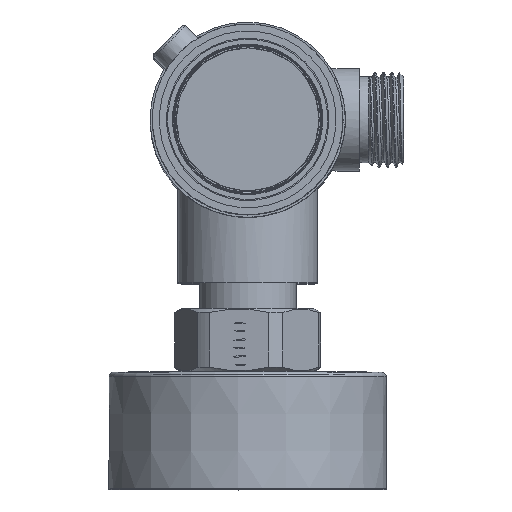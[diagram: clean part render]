
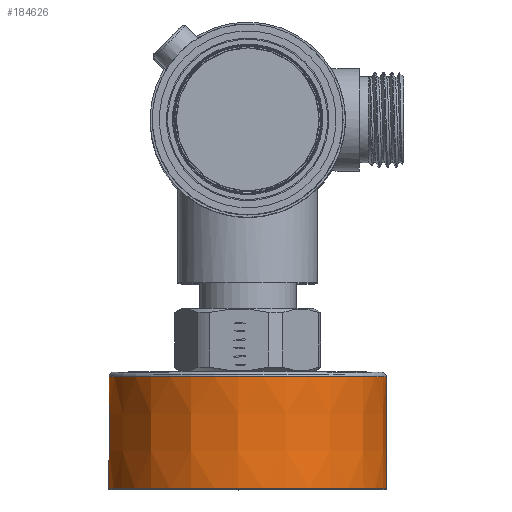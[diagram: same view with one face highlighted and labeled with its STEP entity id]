
A CAD part, top view. The second image highlights one B-rep face of the part: STEP entity #184626.
In plain terms, the highlighted conical face has half-angle 0.344 degrees and reference radius 30 mm.
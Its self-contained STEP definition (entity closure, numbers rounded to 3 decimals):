
#9613 = CARTESIAN_POINT ( 'NONE',  ( 0., -79.238, 75. ) ) ;
#27545 = DIRECTION ( 'NONE',  ( 0., -1., 0. ) ) ;
#43749 = AXIS2_PLACEMENT_3D ( 'NONE', #72346, #27545, #140756 ) ;
#72346 = CARTESIAN_POINT ( 'NONE',  ( 0., -55.221, 75. ) ) ;
#78487 = EDGE_CURVE ( 'NONE', #240746, #240746, #82725, .T. ) ;
#79727 = DIRECTION ( 'NONE',  ( 0., -1., 0. ) ) ;
#82725 = CIRCLE ( 'NONE', #227427, 30. ) ;
#83764 = FACE_BOUND ( 'NONE', #230495, .T. ) ;
#86271 = DIRECTION ( 'NONE',  ( 0., -1., 0. ) ) ;
#95670 = CARTESIAN_POINT ( 'NONE',  ( 12.099, -55.221, 47.705 ) ) ;
#110278 = AXIS2_PLACEMENT_3D ( 'NONE', #9613, #86271, #125256 ) ;
#112409 = ORIENTED_EDGE ( 'NONE', *, *, #78487, .F. ) ;
#118388 = CONICAL_SURFACE ( 'NONE', #110278, 30., 0.006 ) ;
#121218 = DIRECTION ( 'NONE',  ( -0.405, 0., 0.914 ) ) ;
#125256 = DIRECTION ( 'NONE',  ( -0.405, 0., 0.914 ) ) ;
#135955 = VERTEX_POINT ( 'NONE', #95670 ) ;
#139322 = CARTESIAN_POINT ( 'NONE',  ( -12.157, -79.238, 102.426 ) ) ;
#140756 = DIRECTION ( 'NONE',  ( 0.405, 0., -0.914 ) ) ;
#152138 = CIRCLE ( 'NONE', #43749, 29.856 ) ;
#184626 = ADVANCED_FACE ( 'NONE', ( #83764, #220840 ), #118388, .T. ) ;
#198087 = ORIENTED_EDGE ( 'NONE', *, *, #242504, .T. ) ;
#220840 = FACE_OUTER_BOUND ( 'NONE', #231967, .T. ) ;
#227427 = AXIS2_PLACEMENT_3D ( 'NONE', #231947, #79727, #121218 ) ;
#230495 = EDGE_LOOP ( 'NONE', ( #198087 ) ) ;
#231947 = CARTESIAN_POINT ( 'NONE',  ( 0., -79.238, 75. ) ) ;
#231967 = EDGE_LOOP ( 'NONE', ( #112409 ) ) ;
#240746 = VERTEX_POINT ( 'NONE', #139322 ) ;
#242504 = EDGE_CURVE ( 'NONE', #135955, #135955, #152138, .T. ) ;
